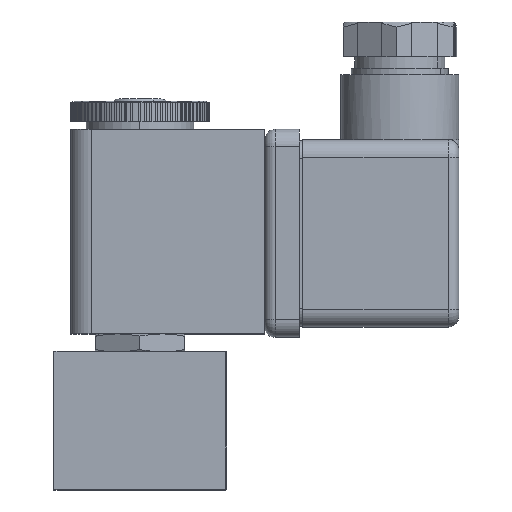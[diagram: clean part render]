
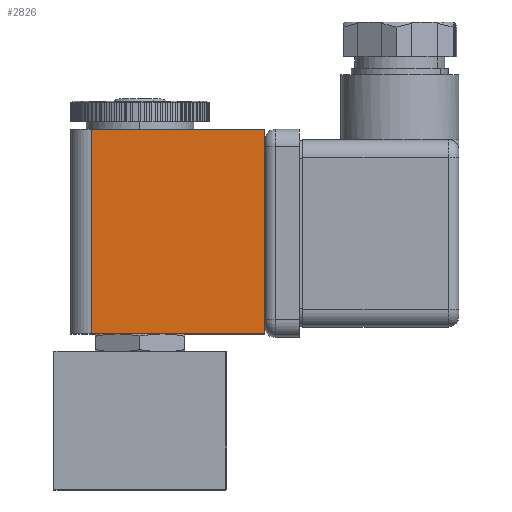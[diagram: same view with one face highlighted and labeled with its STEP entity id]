
A CAD part, top view. The second image highlights one B-rep face of the part: STEP entity #2826.
In plain terms, the highlighted planar face has unit normal (0, 0, 1).
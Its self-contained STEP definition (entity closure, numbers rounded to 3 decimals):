
#169 = DIRECTION ( 'NONE',  ( 0., -1., 0. ) ) ;
#717 = CARTESIAN_POINT ( 'NONE',  ( -7., 12.5, 21. ) ) ;
#1241 = EDGE_LOOP ( 'NONE', ( #3063, #18270, #21831, #17231 ) ) ;
#2030 = CARTESIAN_POINT ( 'NONE',  ( 18., 42., 21. ) ) ;
#2826 = ADVANCED_FACE ( 'NONE', ( #21870 ), #15855, .F. ) ;
#3063 = ORIENTED_EDGE ( 'NONE', *, *, #5591, .T. ) ;
#3798 = VERTEX_POINT ( 'NONE', #717 ) ;
#4664 = CARTESIAN_POINT ( 'NONE',  ( 18., 12.5, 21. ) ) ;
#5591 = EDGE_CURVE ( 'NONE', #23497, #7498, #24983, .T. ) ;
#7498 = VERTEX_POINT ( 'NONE', #23593 ) ;
#8023 = VECTOR ( 'NONE', #9201, 1000. ) ;
#8356 = CARTESIAN_POINT ( 'NONE',  ( 18., 12.5, 21. ) ) ;
#9201 = DIRECTION ( 'NONE',  ( -1., 0., 0. ) ) ;
#11653 = VECTOR ( 'NONE', #21657, 1000. ) ;
#12439 = CARTESIAN_POINT ( 'NONE',  ( 18., 42., 21. ) ) ;
#15761 = DIRECTION ( 'NONE',  ( 0., 0., -1. ) ) ;
#15828 = DIRECTION ( 'NONE',  ( 0., 1., 0. ) ) ;
#15855 = PLANE ( 'NONE',  #22976 ) ;
#16151 = CARTESIAN_POINT ( 'NONE',  ( 18., 12.5, 21. ) ) ;
#17129 = LINE ( 'NONE', #20275, #28160 ) ;
#17231 = ORIENTED_EDGE ( 'NONE', *, *, #25989, .T. ) ;
#17565 = LINE ( 'NONE', #8356, #11653 ) ;
#18270 = ORIENTED_EDGE ( 'NONE', *, *, #24400, .F. ) ;
#18422 = VECTOR ( 'NONE', #27029, 1000. ) ;
#20275 = CARTESIAN_POINT ( 'NONE',  ( -7., 12.5, 21. ) ) ;
#21657 = DIRECTION ( 'NONE',  ( -1., 0., 0. ) ) ;
#21831 = ORIENTED_EDGE ( 'NONE', *, *, #22460, .F. ) ;
#21870 = FACE_OUTER_BOUND ( 'NONE', #1241, .T. ) ;
#22460 = EDGE_CURVE ( 'NONE', #27034, #3798, #17565, .T. ) ;
#22976 = AXIS2_PLACEMENT_3D ( 'NONE', #4664, #15761, #169 ) ;
#23497 = VERTEX_POINT ( 'NONE', #2030 ) ;
#23593 = CARTESIAN_POINT ( 'NONE',  ( -7., 42., 21. ) ) ;
#24289 = LINE ( 'NONE', #24903, #18422 ) ;
#24400 = EDGE_CURVE ( 'NONE', #3798, #7498, #17129, .T. ) ;
#24903 = CARTESIAN_POINT ( 'NONE',  ( 18., 12.5, 21. ) ) ;
#24983 = LINE ( 'NONE', #12439, #8023 ) ;
#25989 = EDGE_CURVE ( 'NONE', #27034, #23497, #24289, .T. ) ;
#27029 = DIRECTION ( 'NONE',  ( 0., 1., 0. ) ) ;
#27034 = VERTEX_POINT ( 'NONE', #16151 ) ;
#28160 = VECTOR ( 'NONE', #15828, 1000. ) ;
